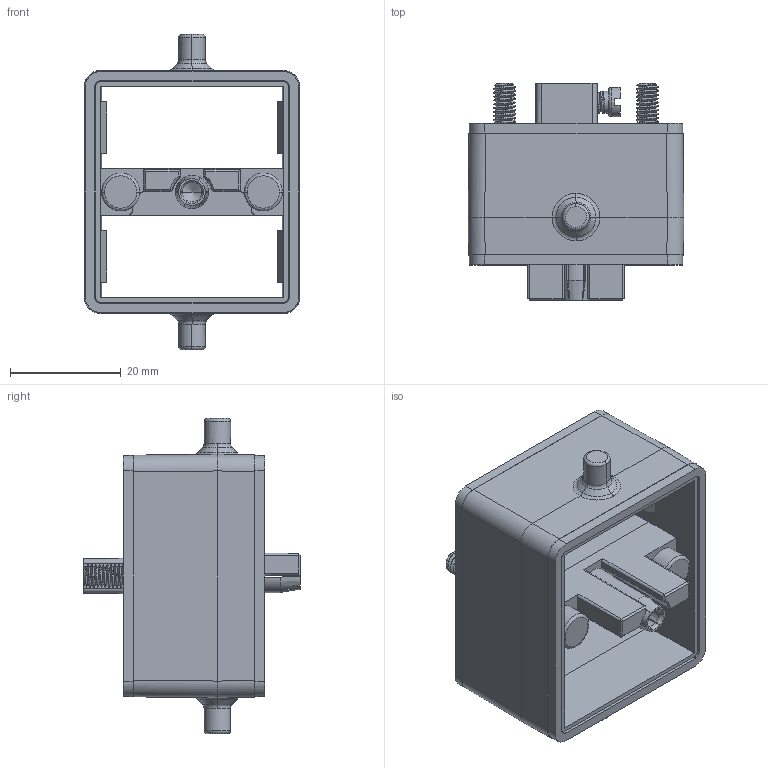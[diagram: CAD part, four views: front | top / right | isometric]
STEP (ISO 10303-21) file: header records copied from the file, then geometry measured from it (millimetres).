
FILE_DESCRIPTION((''),'2;1');
FILE_NAME('H2M-MBK-2B111111111','2017-06-14T',('lj.zou'),(''),'PRO/ENGINEER BY PARAMETRIC TECHNOLOGY CORPORATION, 2012480','PRO/ENGINEER BY PARAMETRIC TECHNOLOGY CORPORATION, 2012480','');
FILE_SCHEMA(('CONFIG_CONTROL_DESIGN'));
Length unit declared in the file: inch
Products named in the file (1): H2M-MBK-2B111111111
Bounding box: 39 x 39.25 x 57 mm (x, y, z)
Volume: 18020.8 mm3; surface area: 15611.7 mm2
Topology: 1 solids, 5 shells, 655 faces, 1786 edges, 1141 vertices
Faces by surface type: plane 250, cylinder 196, cone 96, bspline 81, torus 32
Entity records: 32487 total; most frequent: CARTESIAN_POINT 16876, ORIENTED_EDGE 3540, DIRECTION 2782, EDGE_CURVE 1770, VERTEX_POINT 1141, AXIS2_PLACEMENT_3D 952, VECTOR 878, LINE 878
